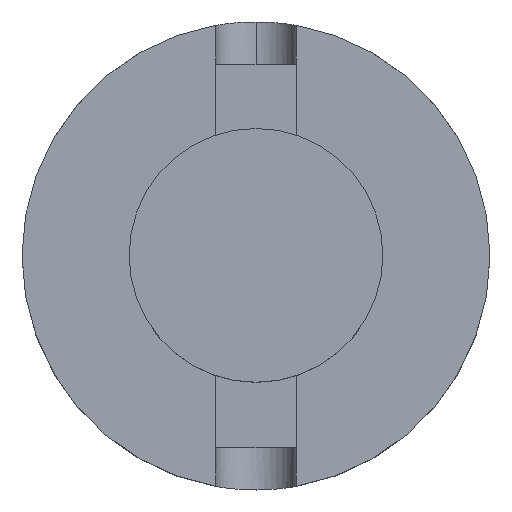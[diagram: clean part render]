
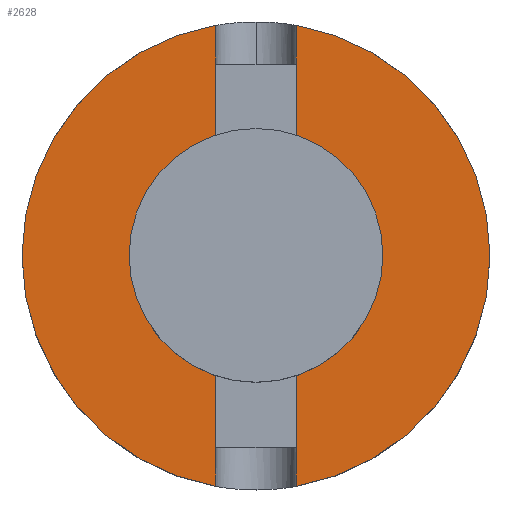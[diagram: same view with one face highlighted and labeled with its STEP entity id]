
A CAD part, top view. The second image highlights one B-rep face of the part: STEP entity #2628.
In plain terms, the highlighted planar face has unit normal (0, 0, 1).
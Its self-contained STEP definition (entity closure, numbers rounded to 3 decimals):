
#95 = DIRECTION ( 'NONE',  ( 1., 0., 0. ) ) ;
#105 = CARTESIAN_POINT ( 'NONE',  ( 0., 0., 40. ) ) ;
#111 = CARTESIAN_POINT ( 'NONE',  ( -27.813, 0., 40. ) ) ;
#120 = LINE ( 'NONE', #1874, #2611 ) ;
#129 = LINE ( 'NONE', #654, #3619 ) ;
#144 = EDGE_CURVE ( 'NONE', #218, #4953, #1174, .T. ) ;
#170 = CARTESIAN_POINT ( 'NONE',  ( 4.763, 27.402, 40. ) ) ;
#218 = VERTEX_POINT ( 'NONE', #2175 ) ;
#227 = DIRECTION ( 'NONE',  ( 0., -1., 0. ) ) ;
#245 = DIRECTION ( 'NONE',  ( 0., 0., -1. ) ) ;
#248 = ORIENTED_EDGE ( 'NONE', *, *, #4175, .F. ) ;
#283 = VERTEX_POINT ( 'NONE', #563 ) ;
#298 = ORIENTED_EDGE ( 'NONE', *, *, #2297, .T. ) ;
#315 = DIRECTION ( 'NONE',  ( -1., 0., 0. ) ) ;
#352 = CIRCLE ( 'NONE', #1066, 12.7 ) ;
#359 = DIRECTION ( 'NONE',  ( 0., 0., -1. ) ) ;
#447 = CARTESIAN_POINT ( 'NONE',  ( 12.7, 0., 40. ) ) ;
#449 = CARTESIAN_POINT ( 'NONE',  ( 0., -13.25, 40. ) ) ;
#458 = CARTESIAN_POINT ( 'NONE',  ( -4.762, 27.813, 40. ) ) ;
#510 = AXIS2_PLACEMENT_3D ( 'NONE', #3359, #4923, #95 ) ;
#563 = CARTESIAN_POINT ( 'NONE',  ( 27.813, 0., 40. ) ) ;
#592 = EDGE_CURVE ( 'NONE', #1183, #3867, #728, .T. ) ;
#654 = CARTESIAN_POINT ( 'NONE',  ( 4.763, 27.813, 40. ) ) ;
#725 = VERTEX_POINT ( 'NONE', #3648 ) ;
#728 = LINE ( 'NONE', #3629, #974 ) ;
#760 = ORIENTED_EDGE ( 'NONE', *, *, #5237, .F. ) ;
#828 = AXIS2_PLACEMENT_3D ( 'NONE', #3413, #245, #3432 ) ;
#851 = CARTESIAN_POINT ( 'NONE',  ( -4.762, 27.402, 40. ) ) ;
#872 = DIRECTION ( 'NONE',  ( 0., 1., 0. ) ) ;
#966 = LINE ( 'NONE', #3149, #2977 ) ;
#974 = VECTOR ( 'NONE', #2426, 1000. ) ;
#1008 = EDGE_CURVE ( 'NONE', #4947, #3696, #2616, .T. ) ;
#1066 = AXIS2_PLACEMENT_3D ( 'NONE', #3911, #2681, #315 ) ;
#1148 = EDGE_CURVE ( 'NONE', #4953, #5119, #129, .T. ) ;
#1174 = LINE ( 'NONE', #3681, #3311 ) ;
#1183 = VERTEX_POINT ( 'NONE', #2657 ) ;
#1291 = CIRCLE ( 'NONE', #1294, 27.813 ) ;
#1294 = AXIS2_PLACEMENT_3D ( 'NONE', #105, #2145, #1757 ) ;
#1406 = DIRECTION ( 'NONE',  ( 0., 0., -1. ) ) ;
#1410 = CIRCLE ( 'NONE', #828, 27.813 ) ;
#1428 = ORIENTED_EDGE ( 'NONE', *, *, #1483, .F. ) ;
#1483 = EDGE_CURVE ( 'NONE', #5119, #1183, #3804, .T. ) ;
#1515 = DIRECTION ( 'NONE',  ( 0., 1., 0. ) ) ;
#1535 = CARTESIAN_POINT ( 'NONE',  ( 0., 0., 40. ) ) ;
#1554 = EDGE_CURVE ( 'NONE', #1884, #283, #1291, .T. ) ;
#1586 = ORIENTED_EDGE ( 'NONE', *, *, #3025, .F. ) ;
#1726 = EDGE_CURVE ( 'NONE', #3147, #4006, #4937, .T. ) ;
#1757 = DIRECTION ( 'NONE',  ( -1., 0., 0. ) ) ;
#1763 = LINE ( 'NONE', #458, #4268 ) ;
#1874 = CARTESIAN_POINT ( 'NONE',  ( 4.763, 27.813, 40. ) ) ;
#1880 = ORIENTED_EDGE ( 'NONE', *, *, #1148, .F. ) ;
#1884 = VERTEX_POINT ( 'NONE', #170 ) ;
#1949 = VERTEX_POINT ( 'NONE', #2988 ) ;
#2024 = ORIENTED_EDGE ( 'NONE', *, *, #2189, .T. ) ;
#2079 = CIRCLE ( 'NONE', #4475, 27.813 ) ;
#2145 = DIRECTION ( 'NONE',  ( 0., 0., -1. ) ) ;
#2149 = EDGE_LOOP ( 'NONE', ( #2851, #4133 ) ) ;
#2175 = CARTESIAN_POINT ( 'NONE',  ( 4.763, -27.402, 40. ) ) ;
#2185 = ORIENTED_EDGE ( 'NONE', *, *, #1726, .F. ) ;
#2189 = EDGE_CURVE ( 'NONE', #1949, #4006, #5196, .T. ) ;
#2238 = VECTOR ( 'NONE', #3771, 1000. ) ;
#2290 = DIRECTION ( 'NONE',  ( 0., 1., 0. ) ) ;
#2297 = EDGE_CURVE ( 'NONE', #3147, #725, #966, .T. ) ;
#2365 = FACE_OUTER_BOUND ( 'NONE', #2931, .T. ) ;
#2374 = DIRECTION ( 'NONE',  ( 0., -1., 0. ) ) ;
#2426 = DIRECTION ( 'NONE',  ( 0., -1., 0. ) ) ;
#2508 = AXIS2_PLACEMENT_3D ( 'NONE', #3795, #1406, #4608 ) ;
#2553 = VECTOR ( 'NONE', #3346, 1000. ) ;
#2611 = VECTOR ( 'NONE', #227, 1000. ) ;
#2616 = CIRCLE ( 'NONE', #2508, 12.7 ) ;
#2628 = ADVANCED_FACE ( 'NONE', ( #2365, #4298 ), #4128, .T. ) ;
#2657 = CARTESIAN_POINT ( 'NONE',  ( -4.762, -13.25, 40. ) ) ;
#2665 = EDGE_CURVE ( 'NONE', #725, #3420, #4555, .T. ) ;
#2681 = DIRECTION ( 'NONE',  ( 0., 0., -1. ) ) ;
#2767 = CIRCLE ( 'NONE', #3658, 27.813 ) ;
#2851 = ORIENTED_EDGE ( 'NONE', *, *, #1008, .T. ) ;
#2881 = CARTESIAN_POINT ( 'NONE',  ( -4.762, 27.813, 40. ) ) ;
#2931 = EDGE_LOOP ( 'NONE', ( #4029, #1586, #3942, #3458, #2024, #2185, #298, #4975, #248, #4892, #760, #3705, #1428, #1880 ) ) ;
#2977 = VECTOR ( 'NONE', #1515, 1000. ) ;
#2988 = CARTESIAN_POINT ( 'NONE',  ( 4.763, 22.775, 40. ) ) ;
#2989 = EDGE_CURVE ( 'NONE', #1884, #1949, #120, .T. ) ;
#3025 = EDGE_CURVE ( 'NONE', #283, #218, #1410, .T. ) ;
#3031 = CARTESIAN_POINT ( 'NONE',  ( -12.7, 0., 40. ) ) ;
#3147 = VERTEX_POINT ( 'NONE', #4244 ) ;
#3149 = CARTESIAN_POINT ( 'NONE',  ( -4.762, 27.813, 40. ) ) ;
#3311 = VECTOR ( 'NONE', #872, 1000. ) ;
#3346 = DIRECTION ( 'NONE',  ( 0., 1., 0. ) ) ;
#3359 = CARTESIAN_POINT ( 'NONE',  ( 0., 27.813, 40. ) ) ;
#3413 = CARTESIAN_POINT ( 'NONE',  ( 0., 0., 40. ) ) ;
#3420 = VERTEX_POINT ( 'NONE', #851 ) ;
#3432 = DIRECTION ( 'NONE',  ( -1., 0., 0. ) ) ;
#3458 = ORIENTED_EDGE ( 'NONE', *, *, #2989, .T. ) ;
#3572 = CARTESIAN_POINT ( 'NONE',  ( 0., 0., 40. ) ) ;
#3619 = VECTOR ( 'NONE', #2290, 1000. ) ;
#3624 = DIRECTION ( 'NONE',  ( 0., -1., 0. ) ) ;
#3629 = CARTESIAN_POINT ( 'NONE',  ( -4.762, 27.813, 40. ) ) ;
#3645 = CARTESIAN_POINT ( 'NONE',  ( 4.763, -13.25, 40. ) ) ;
#3648 = CARTESIAN_POINT ( 'NONE',  ( -4.762, 22.775, 40. ) ) ;
#3658 = AXIS2_PLACEMENT_3D ( 'NONE', #1535, #359, #4754 ) ;
#3681 = CARTESIAN_POINT ( 'NONE',  ( 4.763, 27.813, 40. ) ) ;
#3696 = VERTEX_POINT ( 'NONE', #447 ) ;
#3705 = ORIENTED_EDGE ( 'NONE', *, *, #592, .F. ) ;
#3771 = DIRECTION ( 'NONE',  ( 1., 0., 0. ) ) ;
#3795 = CARTESIAN_POINT ( 'NONE',  ( 0., 0., 40. ) ) ;
#3797 = VECTOR ( 'NONE', #2374, 1000. ) ;
#3804 = LINE ( 'NONE', #449, #4692 ) ;
#3861 = VERTEX_POINT ( 'NONE', #4984 ) ;
#3867 = VERTEX_POINT ( 'NONE', #4206 ) ;
#3911 = CARTESIAN_POINT ( 'NONE',  ( 0., 0., 40. ) ) ;
#3942 = ORIENTED_EDGE ( 'NONE', *, *, #1554, .F. ) ;
#3961 = DIRECTION ( 'NONE',  ( 0., 0., -1. ) ) ;
#4006 = VERTEX_POINT ( 'NONE', #4681 ) ;
#4029 = ORIENTED_EDGE ( 'NONE', *, *, #144, .F. ) ;
#4128 = PLANE ( 'NONE',  #510 ) ;
#4133 = ORIENTED_EDGE ( 'NONE', *, *, #4919, .T. ) ;
#4159 = CARTESIAN_POINT ( 'NONE',  ( 0., 13.25, 40. ) ) ;
#4175 = EDGE_CURVE ( 'NONE', #4589, #3420, #2079, .T. ) ;
#4206 = CARTESIAN_POINT ( 'NONE',  ( -4.762, -22.775, 40. ) ) ;
#4244 = CARTESIAN_POINT ( 'NONE',  ( -4.762, 13.25, 40. ) ) ;
#4268 = VECTOR ( 'NONE', #3624, 1000. ) ;
#4275 = EDGE_CURVE ( 'NONE', #3861, #4589, #2767, .T. ) ;
#4298 = FACE_BOUND ( 'NONE', #2149, .T. ) ;
#4475 = AXIS2_PLACEMENT_3D ( 'NONE', #3572, #3961, #5215 ) ;
#4497 = DIRECTION ( 'NONE',  ( -1., 0., 0. ) ) ;
#4555 = LINE ( 'NONE', #2881, #2553 ) ;
#4589 = VERTEX_POINT ( 'NONE', #111 ) ;
#4608 = DIRECTION ( 'NONE',  ( -1., 0., 0. ) ) ;
#4681 = CARTESIAN_POINT ( 'NONE',  ( 4.763, 13.25, 40. ) ) ;
#4692 = VECTOR ( 'NONE', #4497, 1000. ) ;
#4754 = DIRECTION ( 'NONE',  ( -1., 0., 0. ) ) ;
#4776 = CARTESIAN_POINT ( 'NONE',  ( 4.763, 27.813, 40. ) ) ;
#4892 = ORIENTED_EDGE ( 'NONE', *, *, #4275, .F. ) ;
#4919 = EDGE_CURVE ( 'NONE', #3696, #4947, #352, .T. ) ;
#4923 = DIRECTION ( 'NONE',  ( 0., 0., 1. ) ) ;
#4937 = LINE ( 'NONE', #4159, #2238 ) ;
#4947 = VERTEX_POINT ( 'NONE', #3031 ) ;
#4953 = VERTEX_POINT ( 'NONE', #5164 ) ;
#4975 = ORIENTED_EDGE ( 'NONE', *, *, #2665, .T. ) ;
#4984 = CARTESIAN_POINT ( 'NONE',  ( -4.762, -27.402, 40. ) ) ;
#5119 = VERTEX_POINT ( 'NONE', #3645 ) ;
#5164 = CARTESIAN_POINT ( 'NONE',  ( 4.763, -22.775, 40. ) ) ;
#5196 = LINE ( 'NONE', #4776, #3797 ) ;
#5215 = DIRECTION ( 'NONE',  ( -1., 0., 0. ) ) ;
#5237 = EDGE_CURVE ( 'NONE', #3867, #3861, #1763, .T. ) ;
